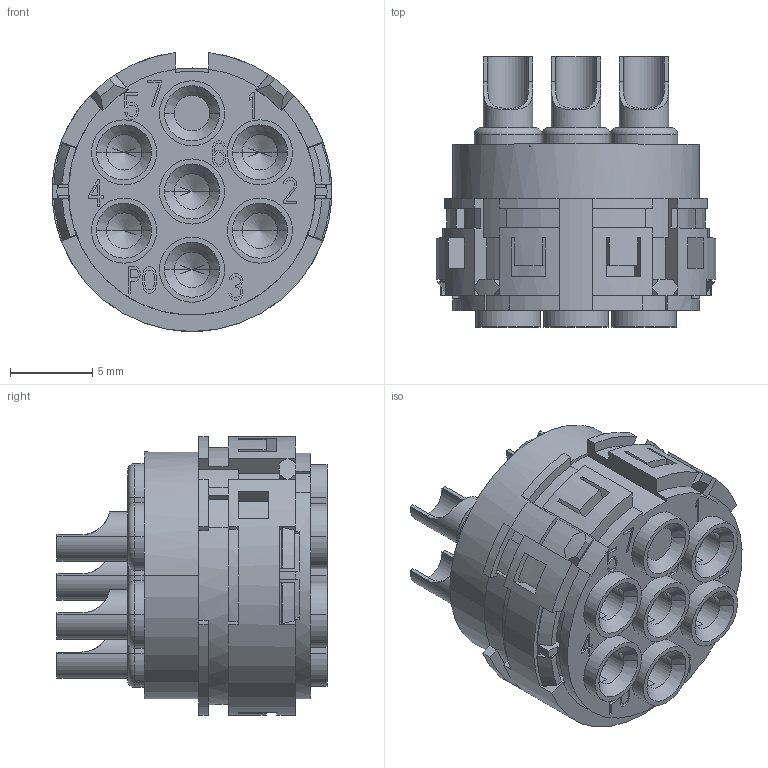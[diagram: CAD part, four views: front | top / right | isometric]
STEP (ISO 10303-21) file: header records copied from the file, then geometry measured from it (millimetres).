
FILE_DESCRIPTION((''),'2;1');
FILE_NAME('HR23-006R-FST_SW0002','2017-08-02T',('tc.chen'),(''),'PRO/ENGINEER BY PARAMETRIC TECHNOLOGY CORPORATION, 2012480','PRO/ENGINEER BY PARAMETRIC TECHNOLOGY CORPORATION, 2012480','');
FILE_SCHEMA(('AUTOMOTIVE_DESIGN { 1 0 10303 214 1 1 1 1 }'));
Length unit declared in the file: millimetre
Products named in the file (1): HR23-006R-FST_SW0002
Bounding box: 16.96 x 16.4 x 16.94 mm (x, y, z)
Volume: 1745.7 mm3; surface area: 3910.5 mm2
Topology: 1 solids, 1 shells, 1151 faces, 3255 edges, 2132 vertices
Faces by surface type: plane 817, cylinder 212, cone 82, torus 40
Entity records: 45561 total; most frequent: CARTESIAN_POINT 7163, ORIENTED_EDGE 6462, DIRECTION 6120, EDGE_CURVE 3231, VECTOR 2440, LINE 2440, VERTEX_POINT 2132, AXIS2_PLACEMENT_3D 1840
